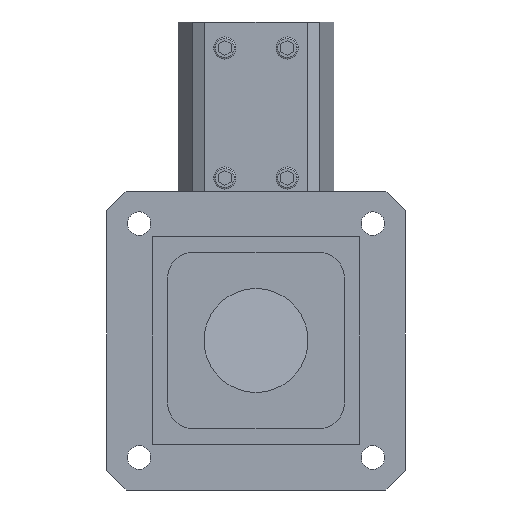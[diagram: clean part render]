
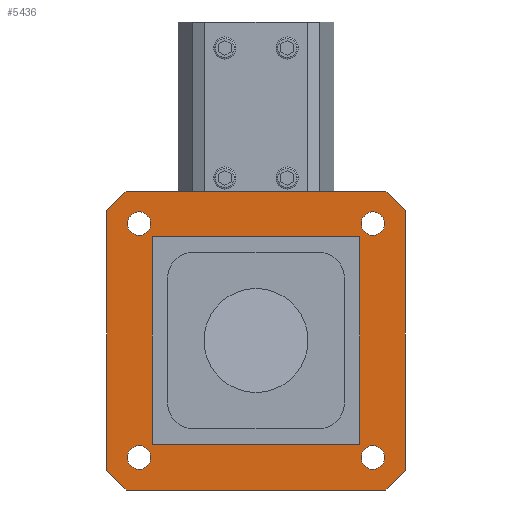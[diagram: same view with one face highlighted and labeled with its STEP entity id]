
A CAD part, front view. The second image highlights one B-rep face of the part: STEP entity #5436.
In plain terms, the highlighted planar face has unit normal (0, -1, 0).
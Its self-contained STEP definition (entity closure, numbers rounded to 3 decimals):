
#3885=DIRECTION('',(-0.707,0.,0.707));
#3886=VECTOR('',#3885,10.607);
#3887=CARTESIAN_POINT('',(57.5,0.,50.));
#3888=LINE('',#3887,#3886);
#3892=DIRECTION('',(0.,0.,-1.));
#3893=VECTOR('',#3892,100.);
#3894=CARTESIAN_POINT('',(57.5,0.,50.));
#3895=LINE('',#3894,#3893);
#3899=DIRECTION('',(0.707,0.,0.707));
#3900=VECTOR('',#3899,10.607);
#3901=CARTESIAN_POINT('',(50.,0.,-57.5));
#3902=LINE('',#3901,#3900);
#3906=DIRECTION('',(-1.,0.,0.));
#3907=VECTOR('',#3906,100.);
#3908=CARTESIAN_POINT('',(50.,0.,-57.5));
#3909=LINE('',#3908,#3907);
#3913=DIRECTION('',(0.707,0.,-0.707));
#3914=VECTOR('',#3913,10.607);
#3915=CARTESIAN_POINT('',(-57.5,0.,-50.));
#3916=LINE('',#3915,#3914);
#3920=DIRECTION('',(0.,0.,1.));
#3921=VECTOR('',#3920,100.);
#3922=CARTESIAN_POINT('',(-57.5,0.,-50.));
#3923=LINE('',#3922,#3921);
#3927=DIRECTION('',(-0.707,0.,-0.707));
#3928=VECTOR('',#3927,10.607);
#3929=CARTESIAN_POINT('',(-50.,0.,57.5));
#3930=LINE('',#3929,#3928);
#3934=DIRECTION('',(1.,0.,0.));
#3935=VECTOR('',#3934,100.);
#3936=CARTESIAN_POINT('',(-50.,0.,57.5));
#3937=LINE('',#3936,#3935);
#3941=DIRECTION('',(0.,0.,-1.));
#3942=VECTOR('',#3941,80.);
#3943=CARTESIAN_POINT('',(-40.,0.,40.));
#3944=LINE('',#3943,#3942);
#3948=DIRECTION('',(1.,0.,0.));
#3949=VECTOR('',#3948,80.);
#3950=CARTESIAN_POINT('',(-40.,0.,-40.));
#3951=LINE('',#3950,#3949);
#3955=DIRECTION('',(0.,0.,1.));
#3956=VECTOR('',#3955,80.);
#3957=CARTESIAN_POINT('',(40.,0.,-40.));
#3958=LINE('',#3957,#3956);
#3962=DIRECTION('',(-1.,0.,0.));
#3963=VECTOR('',#3962,80.);
#3964=CARTESIAN_POINT('',(40.,0.,40.));
#3965=LINE('',#3964,#3963);
#3969=CARTESIAN_POINT('',(45.,0.,-45.));
#3970=DIRECTION('',(0.,1.,0.));
#3971=DIRECTION('',(1.,0.,0.));
#3972=AXIS2_PLACEMENT_3D('',#3969,#3970,#3971);
#3977=CARTESIAN_POINT('',(45.,0.,-45.));
#3978=DIRECTION('',(0.,1.,0.));
#3979=DIRECTION('',(-1.,0.,0.));
#3980=AXIS2_PLACEMENT_3D('',#3977,#3978,#3979);
#3985=CARTESIAN_POINT('',(45.,0.,45.));
#3986=DIRECTION('',(0.,-1.,0.));
#3987=DIRECTION('',(1.,0.,0.));
#3988=AXIS2_PLACEMENT_3D('',#3985,#3986,#3987);
#3993=CARTESIAN_POINT('',(45.,0.,45.));
#3994=DIRECTION('',(0.,-1.,0.));
#3995=DIRECTION('',(-1.,0.,0.));
#3996=AXIS2_PLACEMENT_3D('',#3993,#3994,#3995);
#4001=CARTESIAN_POINT('',(-45.,0.,-45.));
#4002=DIRECTION('',(0.,-1.,0.));
#4003=DIRECTION('',(-1.,0.,0.));
#4004=AXIS2_PLACEMENT_3D('',#4001,#4002,#4003);
#4009=CARTESIAN_POINT('',(-45.,0.,-45.));
#4010=DIRECTION('',(0.,-1.,0.));
#4011=DIRECTION('',(1.,0.,0.));
#4012=AXIS2_PLACEMENT_3D('',#4009,#4010,#4011);
#4017=CARTESIAN_POINT('',(-45.,0.,45.));
#4018=DIRECTION('',(0.,1.,0.));
#4019=DIRECTION('',(-1.,0.,0.));
#4020=AXIS2_PLACEMENT_3D('',#4017,#4018,#4019);
#4025=CARTESIAN_POINT('',(-45.,0.,45.));
#4026=DIRECTION('',(0.,1.,0.));
#4027=DIRECTION('',(1.,0.,0.));
#4028=AXIS2_PLACEMENT_3D('',#4025,#4026,#4027);
#5227=CARTESIAN_POINT('',(57.5,0.,50.));
#5228=CARTESIAN_POINT('',(50.,0.,57.5));
#5229=VERTEX_POINT('',#5227);
#5230=VERTEX_POINT('',#5228);
#5235=CARTESIAN_POINT('',(50.,0.,-57.5));
#5236=CARTESIAN_POINT('',(57.5,0.,-50.));
#5237=VERTEX_POINT('',#5235);
#5238=VERTEX_POINT('',#5236);
#5243=CARTESIAN_POINT('',(-50.,0.,57.5));
#5244=CARTESIAN_POINT('',(-57.5,0.,50.));
#5245=VERTEX_POINT('',#5243);
#5246=VERTEX_POINT('',#5244);
#5251=CARTESIAN_POINT('',(-57.5,0.,-50.));
#5252=CARTESIAN_POINT('',(-50.,0.,-57.5));
#5253=VERTEX_POINT('',#5251);
#5254=VERTEX_POINT('',#5252);
#5267=CARTESIAN_POINT('',(-40.,0.,40.));
#5268=CARTESIAN_POINT('',(-40.,0.,-40.));
#5269=VERTEX_POINT('',#5267);
#5270=VERTEX_POINT('',#5268);
#5271=CARTESIAN_POINT('',(40.,0.,-40.));
#5272=VERTEX_POINT('',#5271);
#5273=CARTESIAN_POINT('',(40.,0.,40.));
#5274=VERTEX_POINT('',#5273);
#5291=CARTESIAN_POINT('',(49.5,0.,-45.));
#5292=CARTESIAN_POINT('',(40.5,0.,-45.));
#5293=VERTEX_POINT('',#5291);
#5294=VERTEX_POINT('',#5292);
#5307=CARTESIAN_POINT('',(49.5,0.,45.));
#5308=CARTESIAN_POINT('',(40.5,0.,45.));
#5309=VERTEX_POINT('',#5307);
#5310=VERTEX_POINT('',#5308);
#5323=CARTESIAN_POINT('',(-49.5,0.,-45.));
#5324=CARTESIAN_POINT('',(-40.5,0.,-45.));
#5325=VERTEX_POINT('',#5323);
#5326=VERTEX_POINT('',#5324);
#5339=CARTESIAN_POINT('',(-49.5,0.,45.));
#5340=CARTESIAN_POINT('',(-40.5,0.,45.));
#5341=VERTEX_POINT('',#5339);
#5342=VERTEX_POINT('',#5340);
#5379=CARTESIAN_POINT('',(0.,0.,0.));
#5380=DIRECTION('',(0.,1.,0.));
#5381=DIRECTION('',(1.,0.,0.));
#5382=AXIS2_PLACEMENT_3D('',#5379,#5380,#5381);
#5383=PLANE('',#5382);
#5385=ORIENTED_EDGE('',*,*,#5384,.F.);
#5387=ORIENTED_EDGE('',*,*,#5386,.T.);
#5389=ORIENTED_EDGE('',*,*,#5388,.F.);
#5391=ORIENTED_EDGE('',*,*,#5390,.T.);
#5393=ORIENTED_EDGE('',*,*,#5392,.F.);
#5395=ORIENTED_EDGE('',*,*,#5394,.T.);
#5397=ORIENTED_EDGE('',*,*,#5396,.F.);
#5399=ORIENTED_EDGE('',*,*,#5398,.T.);
#5400=EDGE_LOOP('',(#5385,#5387,#5389,#5391,#5393,#5395,#5397,#5399));
#5401=FACE_OUTER_BOUND('',#5400,.F.);
#5403=ORIENTED_EDGE('',*,*,#5402,.T.);
#5405=ORIENTED_EDGE('',*,*,#5404,.T.);
#5407=ORIENTED_EDGE('',*,*,#5406,.T.);
#5409=ORIENTED_EDGE('',*,*,#5408,.T.);
#5410=EDGE_LOOP('',(#5403,#5405,#5407,#5409));
#5411=FACE_BOUND('',#5410,.F.);
#5413=ORIENTED_EDGE('',*,*,#5412,.F.);
#5415=ORIENTED_EDGE('',*,*,#5414,.F.);
#5416=EDGE_LOOP('',(#5413,#5415));
#5417=FACE_BOUND('',#5416,.F.);
#5419=ORIENTED_EDGE('',*,*,#5418,.T.);
#5421=ORIENTED_EDGE('',*,*,#5420,.T.);
#5422=EDGE_LOOP('',(#5419,#5421));
#5423=FACE_BOUND('',#5422,.F.);
#5425=ORIENTED_EDGE('',*,*,#5424,.T.);
#5427=ORIENTED_EDGE('',*,*,#5426,.T.);
#5428=EDGE_LOOP('',(#5425,#5427));
#5429=FACE_BOUND('',#5428,.F.);
#5431=ORIENTED_EDGE('',*,*,#5430,.F.);
#5433=ORIENTED_EDGE('',*,*,#5432,.F.);
#5434=EDGE_LOOP('',(#5431,#5433));
#5435=FACE_BOUND('',#5434,.F.);
#5436=ADVANCED_FACE('',(#5401,#5411,#5417,#5423,#5429,#5435),#5383,.F.);
#3973=CIRCLE('',#3972,4.5);
#3981=CIRCLE('',#3980,4.5);
#3989=CIRCLE('',#3988,4.5);
#3997=CIRCLE('',#3996,4.5);
#4005=CIRCLE('',#4004,4.5);
#4013=CIRCLE('',#4012,4.5);
#4021=CIRCLE('',#4020,4.5);
#4029=CIRCLE('',#4028,4.5);
#5384=EDGE_CURVE('',#5229,#5230,#3888,.T.);
#5386=EDGE_CURVE('',#5229,#5238,#3895,.T.);
#5388=EDGE_CURVE('',#5237,#5238,#3902,.T.);
#5390=EDGE_CURVE('',#5237,#5254,#3909,.T.);
#5392=EDGE_CURVE('',#5253,#5254,#3916,.T.);
#5394=EDGE_CURVE('',#5253,#5246,#3923,.T.);
#5396=EDGE_CURVE('',#5245,#5246,#3930,.T.);
#5398=EDGE_CURVE('',#5245,#5230,#3937,.T.);
#5402=EDGE_CURVE('',#5269,#5270,#3944,.T.);
#5404=EDGE_CURVE('',#5270,#5272,#3951,.T.);
#5406=EDGE_CURVE('',#5272,#5274,#3958,.T.);
#5408=EDGE_CURVE('',#5274,#5269,#3965,.T.);
#5412=EDGE_CURVE('',#5293,#5294,#3973,.T.);
#5414=EDGE_CURVE('',#5294,#5293,#3981,.T.);
#5418=EDGE_CURVE('',#5309,#5310,#3989,.T.);
#5420=EDGE_CURVE('',#5310,#5309,#3997,.T.);
#5424=EDGE_CURVE('',#5325,#5326,#4005,.T.);
#5426=EDGE_CURVE('',#5326,#5325,#4013,.T.);
#5430=EDGE_CURVE('',#5341,#5342,#4021,.T.);
#5432=EDGE_CURVE('',#5342,#5341,#4029,.T.);
